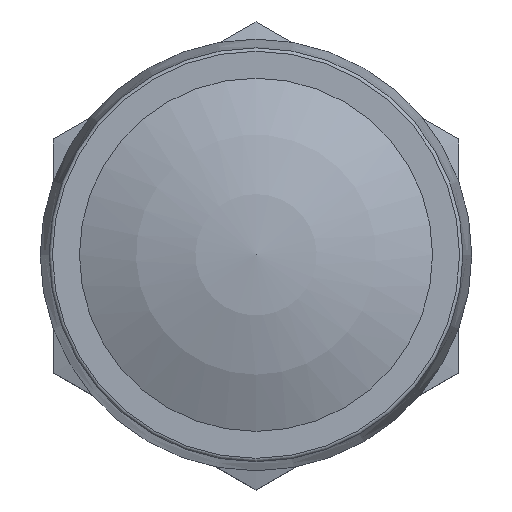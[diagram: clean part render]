
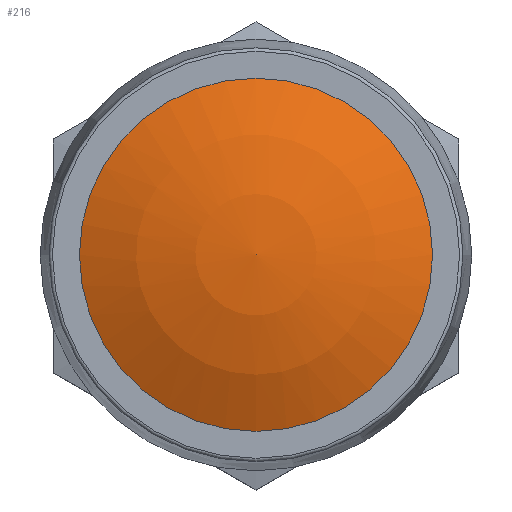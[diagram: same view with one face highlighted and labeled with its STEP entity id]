
A CAD part, top view. The second image highlights one B-rep face of the part: STEP entity #216.
In plain terms, the highlighted spherical face has radius 30 mm.
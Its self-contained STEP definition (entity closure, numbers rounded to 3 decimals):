
#216 = ADVANCED_FACE( '', ( #492 ), #493, .T. );
#492 = FACE_OUTER_BOUND( '', #823, .T. );
#493 = SPHERICAL_SURFACE( '', #824, 30. );
#823 = EDGE_LOOP( '', ( #1327 ) );
#824 = AXIS2_PLACEMENT_3D( '', #1328, #1329, #1330 );
#1327 = ORIENTED_EDGE( '', *, *, #1708, .T. );
#1328 = CARTESIAN_POINT( '', ( 0., 0., -2. ) );
#1329 = DIRECTION( '', ( 0., 0., 1. ) );
#1330 = DIRECTION( '', ( 0., 1., 0. ) );
#1708 = EDGE_CURVE( '', #2014, #2014, #2015, .T. );
#2014 = VERTEX_POINT( '', #2583 );
#2015 = CIRCLE( '', #2584, 13.077 );
#2583 = CARTESIAN_POINT( '', ( 13.077, 0., 25. ) );
#2584 = AXIS2_PLACEMENT_3D( '', #2867, #2868, #2869 );
#2867 = CARTESIAN_POINT( '', ( 0., 0., 25. ) );
#2868 = DIRECTION( '', ( 0., 0., 1. ) );
#2869 = DIRECTION( '', ( 1., 0., 0. ) );
